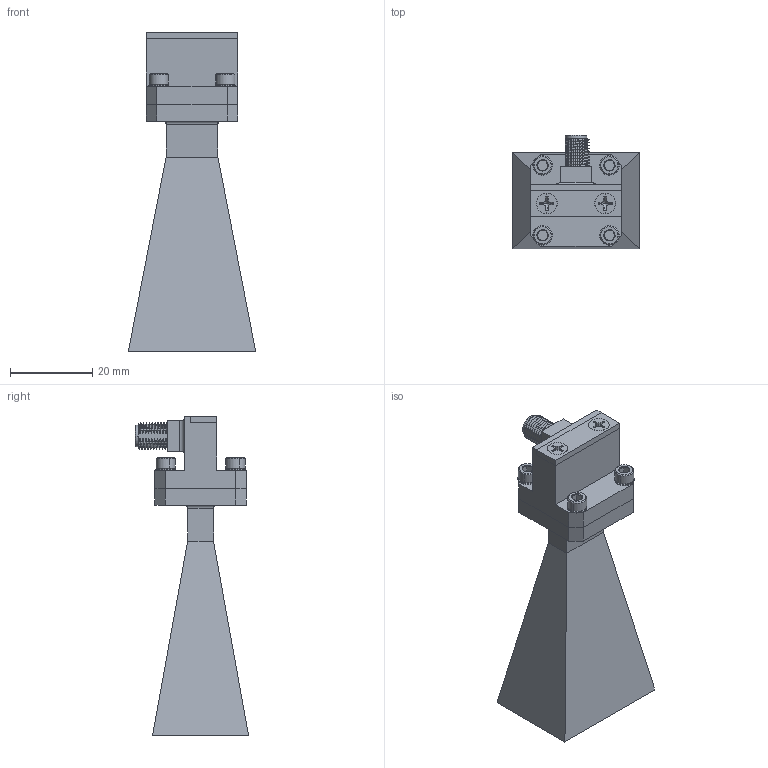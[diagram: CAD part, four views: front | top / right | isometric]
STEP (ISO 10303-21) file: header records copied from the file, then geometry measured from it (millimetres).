
FILE_DESCRIPTION (( 'STEP AP214' ), '1' );
FILE_NAME ('PE9852-2F-15.STEP', '2017-06-15T17:44:16', ( '' ), ( '' ), 'SwSTEP 2.0', 'SolidWorks 2014', '' );
FILE_SCHEMA (( 'AUTOMOTIVE_DESIGN' ));
Length unit declared in the file: inch
Products named in the file (4): PE9812; PE9852-2F-15; PE9852-15; Copy of 4-40 Hex^PE9852-2F-15
Assembly tree (6 placements, depth 2):
  PE9852-2F-15
    PE9852-15
    PE9812
    Copy of 4-40 Hex^PE9852-2F-15  x4
Bounding box: 30.99 x 27.53 x 77.83 mm (x, y, z)
Volume: 9609.8 mm3; surface area: 13215.6 mm2
Topology: 9 solids, 9 shells, 657 faces, 1751 edges, 1124 vertices
Faces by surface type: cylinder 356, plane 156, cone 96, bspline 45, torus 4
Entity records: 26584 total; most frequent: CARTESIAN_POINT 17008, ORIENTED_EDGE 2140, DIRECTION 1569, EDGE_CURVE 1070, VERTEX_POINT 695, AXIS2_PLACEMENT_3D 553, VECTOR 463, LINE 463
